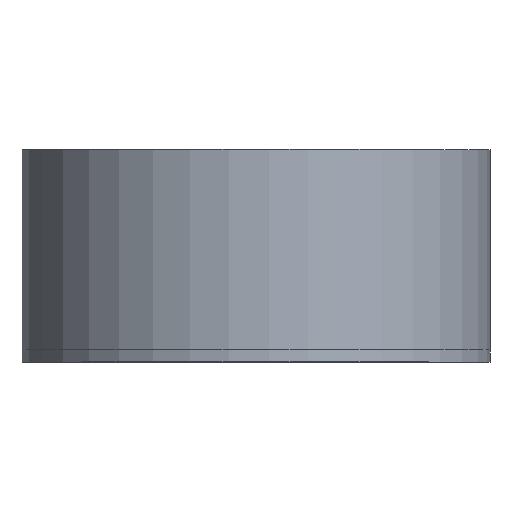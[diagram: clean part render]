
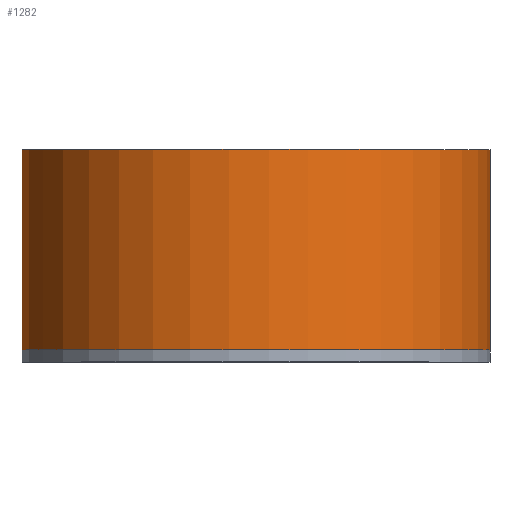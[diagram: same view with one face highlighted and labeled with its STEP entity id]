
A CAD part, top view. The second image highlights one B-rep face of the part: STEP entity #1282.
In plain terms, the highlighted cylindrical face has radius 36.195 mm (diameter 72.39 mm), a partial arc.
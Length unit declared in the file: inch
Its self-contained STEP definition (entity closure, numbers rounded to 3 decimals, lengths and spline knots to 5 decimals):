
#34 = ORIENTED_EDGE ( 'NONE', *, *, #1100, .F. ) ;
#144 = EDGE_CURVE ( 'NONE', #1905, #322, #241, .T. ) ;
#180 = CARTESIAN_POINT ( 'NONE',  ( -1.41733, 1.29, 0.14764 ) ) ;
#186 = DIRECTION ( 'NONE',  ( 0., 1., 0. ) ) ;
#241 = LINE ( 'NONE', #846, #1832 ) ;
#279 = VERTEX_POINT ( 'NONE', #1147 ) ;
#302 = FACE_OUTER_BOUND ( 'NONE', #305, .T. ) ;
#305 = EDGE_LOOP ( 'NONE', ( #485, #34, #1554, #1444 ) ) ;
#322 = VERTEX_POINT ( 'NONE', #533 ) ;
#404 = DIRECTION ( 'NONE',  ( 0., 1., 0. ) ) ;
#485 = ORIENTED_EDGE ( 'NONE', *, *, #687, .T. ) ;
#519 = CIRCLE ( 'NONE', #1261, 1.425 ) ;
#533 = CARTESIAN_POINT ( 'NONE',  ( -1.41733, 0.075, 0.14764 ) ) ;
#564 = AXIS2_PLACEMENT_3D ( 'NONE', #1103, #905, #1868 ) ;
#586 = EDGE_CURVE ( 'NONE', #1905, #1946, #1026, .T. ) ;
#687 = EDGE_CURVE ( 'NONE', #322, #279, #519, .T. ) ;
#804 = AXIS2_PLACEMENT_3D ( 'NONE', #1664, #404, #1334 ) ;
#846 = CARTESIAN_POINT ( 'NONE',  ( -1.41733, 0.84, 0.14764 ) ) ;
#905 = DIRECTION ( 'NONE',  ( 0., -1., 0. ) ) ;
#947 = CYLINDRICAL_SURFACE ( 'NONE', #564, 1.425 ) ;
#1026 = CIRCLE ( 'NONE', #804, 1.425 ) ;
#1083 = LINE ( 'NONE', #1246, #1297 ) ;
#1100 = EDGE_CURVE ( 'NONE', #1946, #279, #1083, .T. ) ;
#1103 = CARTESIAN_POINT ( 'NONE',  ( 0., 0.84, 0. ) ) ;
#1147 = CARTESIAN_POINT ( 'NONE',  ( 1.23718, 0.075, -0.70711 ) ) ;
#1246 = CARTESIAN_POINT ( 'NONE',  ( 1.23718, 0.84, -0.70711 ) ) ;
#1261 = AXIS2_PLACEMENT_3D ( 'NONE', #1403, #186, #1360 ) ;
#1282 = ADVANCED_FACE ( 'NONE', ( #302 ), #947, .T. ) ;
#1297 = VECTOR ( 'NONE', #1392, 39.37008 ) ;
#1334 = DIRECTION ( 'NONE',  ( 0., 0., 1. ) ) ;
#1360 = DIRECTION ( 'NONE',  ( 0., 0., 1. ) ) ;
#1392 = DIRECTION ( 'NONE',  ( 0., -1., 0. ) ) ;
#1403 = CARTESIAN_POINT ( 'NONE',  ( 0., 0.075, 0. ) ) ;
#1405 = CARTESIAN_POINT ( 'NONE',  ( 1.23718, 1.29, -0.70711 ) ) ;
#1444 = ORIENTED_EDGE ( 'NONE', *, *, #144, .T. ) ;
#1464 = DIRECTION ( 'NONE',  ( 0., -1., 0. ) ) ;
#1554 = ORIENTED_EDGE ( 'NONE', *, *, #586, .F. ) ;
#1664 = CARTESIAN_POINT ( 'NONE',  ( 0., 1.29, 0. ) ) ;
#1832 = VECTOR ( 'NONE', #1464, 39.37008 ) ;
#1868 = DIRECTION ( 'NONE',  ( 0., 0., -1. ) ) ;
#1905 = VERTEX_POINT ( 'NONE', #180 ) ;
#1946 = VERTEX_POINT ( 'NONE', #1405 ) ;
